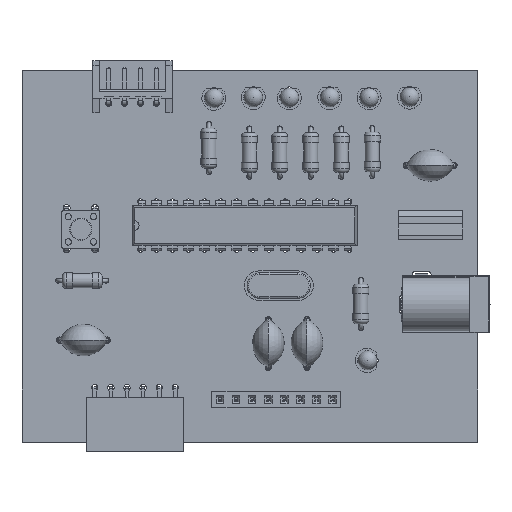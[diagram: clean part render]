
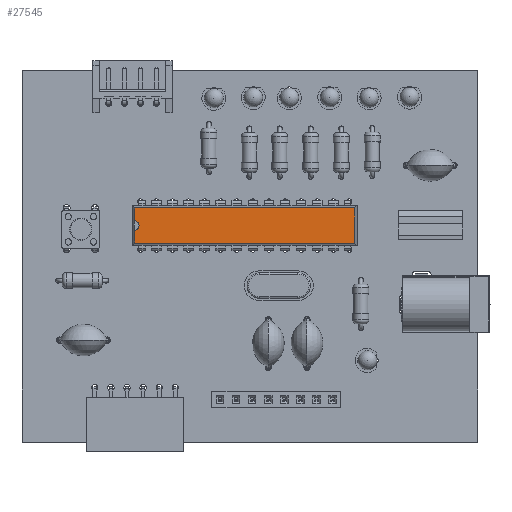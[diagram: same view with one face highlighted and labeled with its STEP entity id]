
A CAD part, top view. The second image highlights one B-rep face of the part: STEP entity #27545.
In plain terms, the highlighted planar face has unit normal (0, 0, 1).
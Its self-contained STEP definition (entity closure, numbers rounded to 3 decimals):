
#21563 = VERTEX_POINT('',#21564);
#21564 = CARTESIAN_POINT('',(6.586,0.871,3.68));
#21569 = EDGE_CURVE('',#21570,#21563,#21572,.T.);
#21570 = VERTEX_POINT('',#21571);
#21571 = CARTESIAN_POINT('',(6.586,-33.891,3.68));
#21572 = LINE('',#21573,#21574);
#21573 = CARTESIAN_POINT('',(6.586,-33.891,3.68));
#21574 = VECTOR('',#21575,1.);
#21575 = DIRECTION('',(0.,1.,0.));
#24329 = VERTEX_POINT('',#24330);
#24330 = CARTESIAN_POINT('',(1.034,0.871,3.68));
#24335 = EDGE_CURVE('',#24336,#24329,#24338,.T.);
#24336 = VERTEX_POINT('',#24337);
#24337 = CARTESIAN_POINT('',(3.064,0.871,3.68));
#24338 = LINE('',#24339,#24340);
#24339 = CARTESIAN_POINT('',(6.586,0.871,3.68));
#24340 = VECTOR('',#24341,1.);
#24341 = DIRECTION('',(-1.,0.,0.));
#24556 = VERTEX_POINT('',#24557);
#24557 = CARTESIAN_POINT('',(4.556,0.871,3.68));
#24661 = EDGE_CURVE('',#21563,#24556,#24662,.T.);
#24662 = LINE('',#24663,#24664);
#24663 = CARTESIAN_POINT('',(6.586,0.871,3.68));
#24664 = VECTOR('',#24665,1.);
#24665 = DIRECTION('',(-1.,0.,0.));
#24775 = VERTEX_POINT('',#24776);
#24776 = CARTESIAN_POINT('',(1.034,-33.891,3.68));
#24781 = EDGE_CURVE('',#24329,#24775,#24782,.T.);
#24782 = LINE('',#24783,#24784);
#24783 = CARTESIAN_POINT('',(1.034,0.871,3.68));
#24784 = VECTOR('',#24785,1.);
#24785 = DIRECTION('',(0.,-1.,0.));
#27534 = EDGE_CURVE('',#24775,#21570,#27535,.T.);
#27535 = LINE('',#27536,#27537);
#27536 = CARTESIAN_POINT('',(1.034,-33.891,3.68));
#27537 = VECTOR('',#27538,1.);
#27538 = DIRECTION('',(1.,0.,0.));
#27545 = ADVANCED_FACE('',(#27546),#27569,.F.);
#27546 = FACE_BOUND('',#27547,.F.);
#27547 = EDGE_LOOP('',(#27548,#27549,#27550,#27551,#27552,#27561,#27568)
  );
#27548 = ORIENTED_EDGE('',*,*,#21569,.F.);
#27549 = ORIENTED_EDGE('',*,*,#27534,.F.);
#27550 = ORIENTED_EDGE('',*,*,#24781,.F.);
#27551 = ORIENTED_EDGE('',*,*,#24335,.F.);
#27552 = ORIENTED_EDGE('',*,*,#27553,.F.);
#27553 = EDGE_CURVE('',#27554,#24336,#27556,.T.);
#27554 = VERTEX_POINT('',#27555);
#27555 = CARTESIAN_POINT('',(3.81,0.196,3.68));
#27556 = CIRCLE('',#27557,0.75);
#27557 = AXIS2_PLACEMENT_3D('',#27558,#27559,#27560);
#27558 = CARTESIAN_POINT('',(3.81,0.946,3.68));
#27559 = DIRECTION('',(0.,-0.,-1.));
#27560 = DIRECTION('',(0.,-1.,0.));
#27561 = ORIENTED_EDGE('',*,*,#27562,.F.);
#27562 = EDGE_CURVE('',#24556,#27554,#27563,.T.);
#27563 = CIRCLE('',#27564,0.75);
#27564 = AXIS2_PLACEMENT_3D('',#27565,#27566,#27567);
#27565 = CARTESIAN_POINT('',(3.81,0.946,3.68));
#27566 = DIRECTION('',(0.,-0.,-1.));
#27567 = DIRECTION('',(0.,-1.,0.));
#27568 = ORIENTED_EDGE('',*,*,#24661,.F.);
#27569 = PLANE('',#27570);
#27570 = AXIS2_PLACEMENT_3D('',#27571,#27572,#27573);
#27571 = CARTESIAN_POINT('',(6.586,-33.891,3.68));
#27572 = DIRECTION('',(-0.,0.,-1.));
#27573 = DIRECTION('',(-0.158,0.987,0.));
